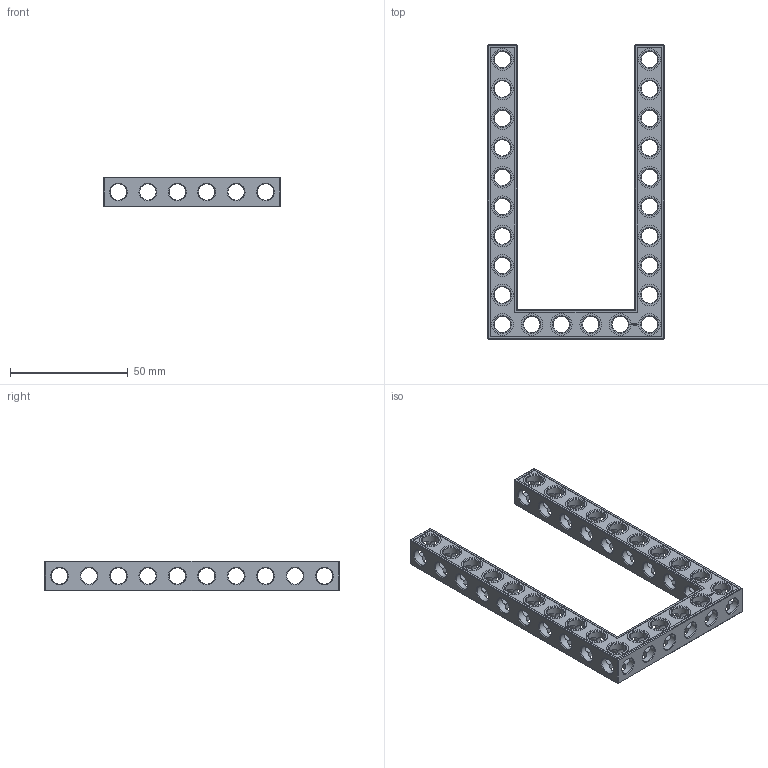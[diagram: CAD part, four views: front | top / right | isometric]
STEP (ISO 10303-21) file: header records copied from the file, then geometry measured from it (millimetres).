
FILE_DESCRIPTION(('FreeCAD Model'),'2;1');
FILE_NAME('Open CASCADE Shape Model','2022-02-23T18:27:25',( 'Paulo Kiefe'),('STEMFIE.org'),'Open CASCADE STEP processor 7.5', 'FreeCAD','Unknown');
FILE_SCHEMA(('AUTOMOTIVE_DESIGN { 1 0 10303 214 1 1 1 1 }'));
Products named in the file (1): Beam AGD ESS USH SYM BU06x10x01 - SPN-BEM-0366 (stemfie.org)
Bounding box: 75 x 125 x 12.5 mm (x, y, z)
Volume: 23454.3 mm3; surface area: 21018 mm2
Topology: 1 solids, 1 shells, 842 faces, 2494 edges, 1616 vertices
Faces by surface type: plane 393, extrusion 206, cylinder 145, cone 98
Full cylindrical faces by diameter (mm): 6.98 x22, 7 x99, 9.2 x24
Entity records: 155660 total; most frequent: CARTESIAN_POINT 109265, DIRECTION 7296, VECTOR 4992, ORIENTED_EDGE 4988, PCURVE 4988, DEFINITIONAL_REPRESENTATION 4988, LINE 4786, EDGE_CURVE 2494
